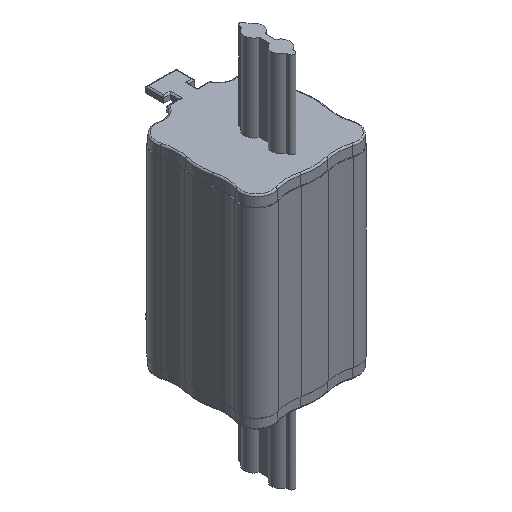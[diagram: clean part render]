
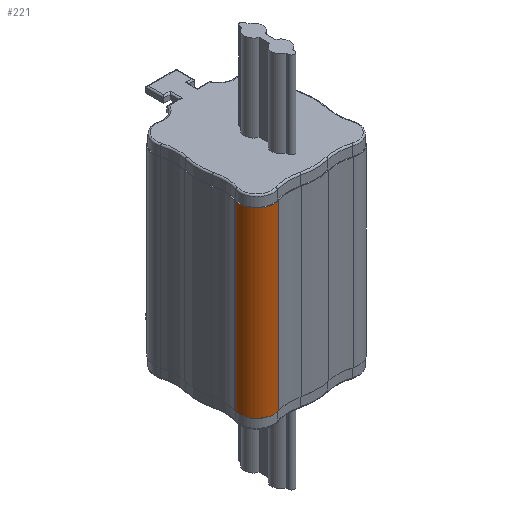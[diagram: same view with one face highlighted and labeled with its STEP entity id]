
A CAD part, isometric view. The second image highlights one B-rep face of the part: STEP entity #221.
In plain terms, the highlighted cylindrical face has radius 5.75 mm (diameter 11.5 mm), a partial arc.
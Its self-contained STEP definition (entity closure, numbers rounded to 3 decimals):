
#221=ADVANCED_FACE('',(#451),#359,.T.);
#359=CYLINDRICAL_SURFACE('',#2760,5.75);
#451=FACE_OUTER_BOUND('',#601,.T.);
#601=EDGE_LOOP('',(#1109,#1110,#1111,#1112));
#783=CIRCLE('',#2742,5.75);
#798=CIRCLE('',#2759,5.75);
#1109=ORIENTED_EDGE('',*,*,#2057,.F.);
#1110=ORIENTED_EDGE('',*,*,#2058,.T.);
#1111=ORIENTED_EDGE('',*,*,#2059,.T.);
#1112=ORIENTED_EDGE('',*,*,#2042,.F.);
#1774=VERTEX_POINT('',#4141);
#1775=VERTEX_POINT('',#4143);
#1789=VERTEX_POINT('',#4174);
#1790=VERTEX_POINT('',#4176);
#2042=EDGE_CURVE('',#1774,#1775,#783,.T.);
#2057=EDGE_CURVE('',#1789,#1774,#2366,.T.);
#2058=EDGE_CURVE('',#1789,#1790,#798,.T.);
#2059=EDGE_CURVE('',#1790,#1775,#2367,.T.);
#2366=LINE('',#4173,#2540);
#2367=LINE('',#4177,#2541);
#2540=VECTOR('',#3283,1.);
#2541=VECTOR('',#3286,1.);
#2742=AXIS2_PLACEMENT_3D('',#4142,#3249,#3250);
#2759=AXIS2_PLACEMENT_3D('',#4175,#3284,#3285);
#2760=AXIS2_PLACEMENT_3D('',#4178,#3287,#3288);
#3249=DIRECTION('',(0.,0.,1.));
#3250=DIRECTION('',(1.,0.,0.));
#3283=DIRECTION('',(0.,0.,1.));
#3284=DIRECTION('',(0.,0.,1.));
#3285=DIRECTION('',(-1.,0.,0.));
#3286=DIRECTION('',(0.,0.,1.));
#3287=DIRECTION('',(0.,0.,1.));
#3288=DIRECTION('',(1.,0.,0.));
#4141=CARTESIAN_POINT('',(60.792,373.93,-3.5));
#4142=CARTESIAN_POINT('',(66.284,372.225,-3.5));
#4143=CARTESIAN_POINT('',(67.989,366.734,-3.5));
#4173=CARTESIAN_POINT('',(60.792,373.93,-597.5));
#4174=CARTESIAN_POINT('',(60.792,373.93,-63.5));
#4175=CARTESIAN_POINT('',(66.284,372.225,-63.5));
#4176=CARTESIAN_POINT('',(67.989,366.734,-63.5));
#4177=CARTESIAN_POINT('',(67.989,366.734,-597.5));
#4178=CARTESIAN_POINT('',(66.284,372.225,-597.5));
